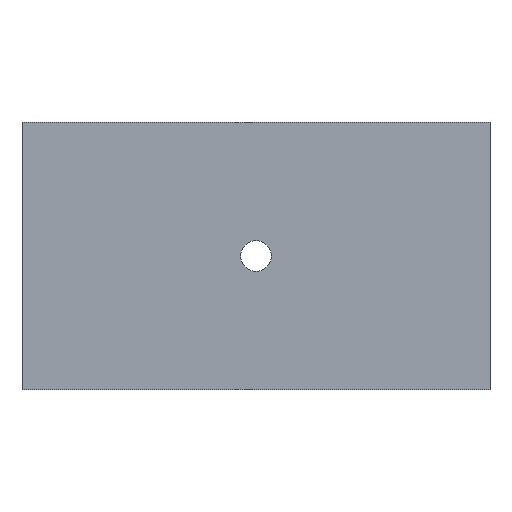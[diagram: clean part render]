
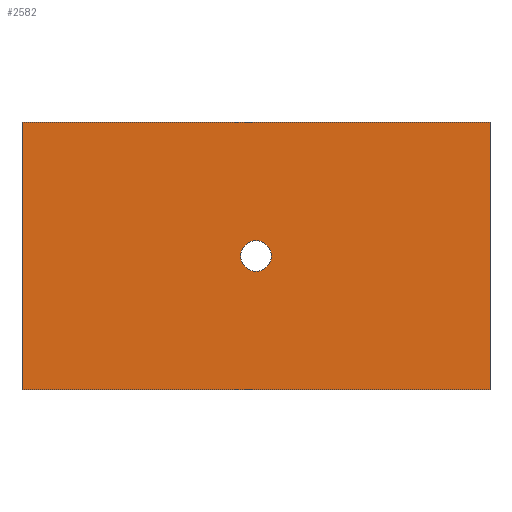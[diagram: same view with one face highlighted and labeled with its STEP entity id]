
A CAD part, front view. The second image highlights one B-rep face of the part: STEP entity #2582.
In plain terms, the highlighted planar face has unit normal (0, -1, 0).
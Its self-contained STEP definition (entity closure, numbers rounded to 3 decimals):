
#145 = DIRECTION ( 'NONE',  ( 1., 0., 0. ) ) ;
#174 = ORIENTED_EDGE ( 'NONE', *, *, #1420, .F. ) ;
#188 = FACE_BOUND ( 'NONE', #2663, .T. ) ;
#213 = AXIS2_PLACEMENT_3D ( 'NONE', #2188, #665, #2421 ) ;
#347 = CARTESIAN_POINT ( 'NONE',  ( -350., 0., -200. ) ) ;
#349 = ORIENTED_EDGE ( 'NONE', *, *, #1781, .F. ) ;
#457 = FACE_OUTER_BOUND ( 'NONE', #1361, .T. ) ;
#478 = CARTESIAN_POINT ( 'NONE',  ( 350., 0., 200. ) ) ;
#499 = VECTOR ( 'NONE', #721, 1000. ) ;
#537 = VERTEX_POINT ( 'NONE', #605 ) ;
#605 = CARTESIAN_POINT ( 'NONE',  ( -350., 0., 200. ) ) ;
#649 = PLANE ( 'NONE',  #2036 ) ;
#665 = DIRECTION ( 'NONE',  ( 0., -1., 0. ) ) ;
#721 = DIRECTION ( 'NONE',  ( 0., 0., -1. ) ) ;
#795 = DIRECTION ( 'NONE',  ( 0., -1., 0. ) ) ;
#973 = VECTOR ( 'NONE', #2495, 1000. ) ;
#986 = DIRECTION ( 'NONE',  ( -1., 0., 0. ) ) ;
#1027 = AXIS2_PLACEMENT_3D ( 'NONE', #1397, #795, #3209 ) ;
#1172 = VERTEX_POINT ( 'NONE', #478 ) ;
#1201 = CARTESIAN_POINT ( 'NONE',  ( 0., 0., 23. ) ) ;
#1222 = CARTESIAN_POINT ( 'NONE',  ( 350., 0., -200. ) ) ;
#1247 = ORIENTED_EDGE ( 'NONE', *, *, #2672, .F. ) ;
#1291 = DIRECTION ( 'NONE',  ( 0., 1., 0. ) ) ;
#1361 = EDGE_LOOP ( 'NONE', ( #2936, #2436, #1247, #349 ) ) ;
#1397 = CARTESIAN_POINT ( 'NONE',  ( 0., 0., 0. ) ) ;
#1420 = EDGE_CURVE ( 'NONE', #2659, #2985, #2863, .T. ) ;
#1479 = CARTESIAN_POINT ( 'NONE',  ( 0., 0., 0. ) ) ;
#1500 = CARTESIAN_POINT ( 'NONE',  ( 0., 0., -23. ) ) ;
#1571 = VERTEX_POINT ( 'NONE', #1222 ) ;
#1659 = DIRECTION ( 'NONE',  ( 0., 0., 1. ) ) ;
#1711 = VERTEX_POINT ( 'NONE', #347 ) ;
#1719 = VECTOR ( 'NONE', #145, 1000. ) ;
#1781 = EDGE_CURVE ( 'NONE', #1172, #1571, #1910, .T. ) ;
#1907 = CARTESIAN_POINT ( 'NONE',  ( 0., 0., 200. ) ) ;
#1910 = LINE ( 'NONE', #2126, #499 ) ;
#1975 = CIRCLE ( 'NONE', #213, 23. ) ;
#2036 = AXIS2_PLACEMENT_3D ( 'NONE', #1479, #1291, #1659 ) ;
#2056 = CARTESIAN_POINT ( 'NONE',  ( 0., 0., -200. ) ) ;
#2073 = VECTOR ( 'NONE', #986, 1000. ) ;
#2126 = CARTESIAN_POINT ( 'NONE',  ( 350., 0., 0. ) ) ;
#2188 = CARTESIAN_POINT ( 'NONE',  ( 0., 0., 0. ) ) ;
#2393 = EDGE_CURVE ( 'NONE', #1711, #537, #2603, .T. ) ;
#2421 = DIRECTION ( 'NONE',  ( 0., 0., -1. ) ) ;
#2436 = ORIENTED_EDGE ( 'NONE', *, *, #2393, .F. ) ;
#2494 = LINE ( 'NONE', #1907, #1719 ) ;
#2495 = DIRECTION ( 'NONE',  ( 0., 0., 1. ) ) ;
#2515 = LINE ( 'NONE', #2056, #2073 ) ;
#2582 = ADVANCED_FACE ( 'NONE', ( #188, #457 ), #649, .F. ) ;
#2603 = LINE ( 'NONE', #2690, #973 ) ;
#2659 = VERTEX_POINT ( 'NONE', #1201 ) ;
#2663 = EDGE_LOOP ( 'NONE', ( #2689, #174 ) ) ;
#2672 = EDGE_CURVE ( 'NONE', #1571, #1711, #2515, .T. ) ;
#2689 = ORIENTED_EDGE ( 'NONE', *, *, #3333, .F. ) ;
#2690 = CARTESIAN_POINT ( 'NONE',  ( -350., 0., 0. ) ) ;
#2840 = EDGE_CURVE ( 'NONE', #537, #1172, #2494, .T. ) ;
#2863 = CIRCLE ( 'NONE', #1027, 23. ) ;
#2936 = ORIENTED_EDGE ( 'NONE', *, *, #2840, .F. ) ;
#2985 = VERTEX_POINT ( 'NONE', #1500 ) ;
#3209 = DIRECTION ( 'NONE',  ( 0., 0., -1. ) ) ;
#3333 = EDGE_CURVE ( 'NONE', #2985, #2659, #1975, .T. ) ;
